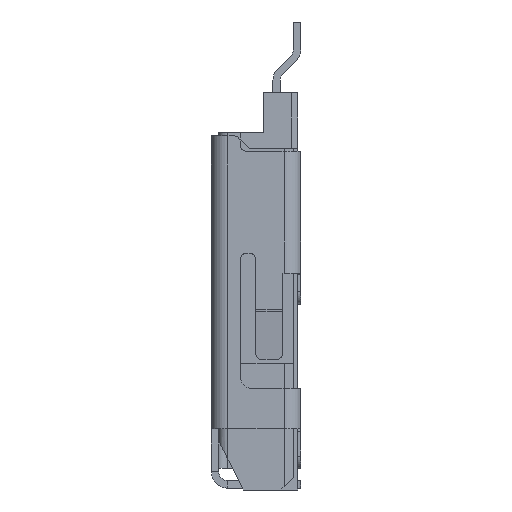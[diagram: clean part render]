
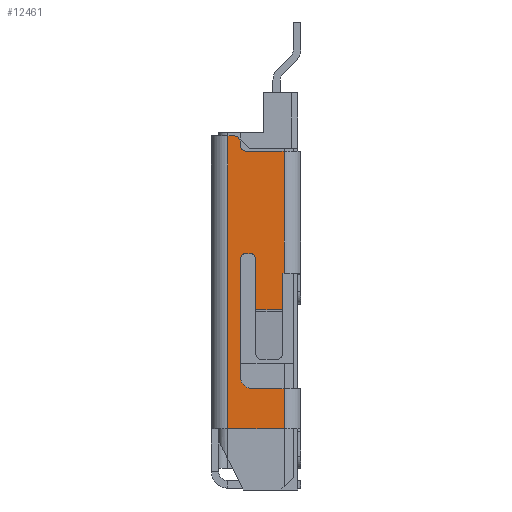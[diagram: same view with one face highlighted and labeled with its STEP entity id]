
A CAD part, left-side view. The second image highlights one B-rep face of the part: STEP entity #12461.
In plain terms, the highlighted planar face has unit normal (-1, 0, 0).
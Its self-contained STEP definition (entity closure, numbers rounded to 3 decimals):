
#15=DIRECTION ( 'NONE',  ( 0., -1., 0. ) );
#63=ORIENTED_EDGE ( 'NONE', *, *, #6605, .F. );
#300=ORIENTED_EDGE ( 'NONE', *, *, #7249, .T. );
#344=ORIENTED_EDGE ( 'NONE', *, *, #9808, .T. );
#605=VERTEX_POINT ( 'NONE', #1452 );
#942=VERTEX_POINT ( 'NONE', #13804 );
#990=CARTESIAN_POINT ( 'NONE',  ( -5.59, 0., -2.23 ) );
#1208=DIRECTION ( 'NONE',  ( 0., 0., 1. ) );
#1259=LINE ( 'NONE', #8306, #4866 );
#1369=ORIENTED_EDGE ( 'NONE', *, *, #8139, .F. );
#1452=CARTESIAN_POINT ( 'NONE',  ( -5.59, 0.82, 0.615 ) );
#1484=CARTESIAN_POINT ( 'NONE',  ( -5.59, 0.98, 2.375 ) );
#1744=DIRECTION ( 'NONE',  ( 0., 1., 0. ) );
#1812=CARTESIAN_POINT ( 'NONE',  ( -5.59, 0.27, -0.175 ) );
#1998=DIRECTION ( 'NONE',  ( 0., 1., 0. ) );
#2012=CARTESIAN_POINT ( 'NONE',  ( -5.59, 0.98, 2.425 ) );
#2036=CARTESIAN_POINT ( 'NONE',  ( -5.59, 0.88, 2.275 ) );
#2174=CARTESIAN_POINT ( 'NONE',  ( -5.59, 0.89, 0.525 ) );
#2188=EDGE_CURVE ( 'NONE', #6352, #6560, #14168, .T. );
#2409=VERTEX_POINT ( 'NONE', #10732 );
#2496=VERTEX_POINT ( 'NONE', #9607 );
#2567=CARTESIAN_POINT ( 'NONE',  ( -5.59, 0.73, 0.525 ) );
#2609=VERTEX_POINT ( 'NONE', #1484 );
#2676=VECTOR ( 'NONE', #1744, 1000. );
#2944=CARTESIAN_POINT ( 'NONE',  ( -5.59, 0.73, -0.295 ) );
#3113=CARTESIAN_POINT ( 'NONE',  ( -5.59, 0.98, 0.525 ) );
#3136=LINE ( 'NONE', #1812, #5383 );
#3214=CIRCLE ( 'NONE', #11125, 0.09 );
#3248=DIRECTION ( 'NONE',  ( 0., 0., -1. ) );
#3444=CARTESIAN_POINT ( 'NONE',  ( -5.59, 0.98, -0.175 ) );
#3596=LINE ( 'NONE', #5844, #5579 );
#3685=DIRECTION ( 'NONE',  ( 0., 0., -1. ) );
#3690=VERTEX_POINT ( 'NONE', #5703 );
#3711=DIRECTION ( 'NONE',  ( 0., -1., 0. ) );
#3713=DIRECTION ( 'NONE',  ( 0., 0., 1. ) );
#3770=ORIENTED_EDGE ( 'NONE', *, *, #2188, .T. );
#3783=CARTESIAN_POINT ( 'NONE',  ( -5.59, 0., 0.615 ) );
#3914=DIRECTION ( 'NONE',  ( -1., 0., 0. ) );
#4160=DIRECTION ( 'NONE',  ( 0., -1., 0. ) );
#4215=CARTESIAN_POINT ( 'NONE',  ( -5.59, 0., 0.295 ) );
#4319=VERTEX_POINT ( 'NONE', #2036 );
#4395=CARTESIAN_POINT ( 'NONE',  ( -5.59, 1.08, 2.425 ) );
#4455=CARTESIAN_POINT ( 'NONE',  ( -5.59, 0., -0.295 ) );
#4611=DIRECTION ( 'NONE',  ( -1., 0., 0. ) );
#4711=CARTESIAN_POINT ( 'NONE',  ( -5.59, 0.89, 0.615 ) );
#4777=ORIENTED_EDGE ( 'NONE', *, *, #8067, .T. );
#4866=VECTOR ( 'NONE', #10517, 1000. );
#4979=CARTESIAN_POINT ( 'NONE',  ( -5.59, 0.295, 0.295 ) );
#5053=VECTOR ( 'NONE', #3711, 1000. );
#5379=VECTOR ( 'NONE', #3248, 1000. );
#5383=VECTOR ( 'NONE', #1208, 1000. );
#5406=CIRCLE ( 'NONE', #13101, 0.09 );
#5416=LINE ( 'NONE', #12031, #12436 );
#5538=ORIENTED_EDGE ( 'NONE', *, *, #10964, .F. );
#5573=CARTESIAN_POINT ( 'NONE',  ( -5.59, 0.27, 0.295 ) );
#5579=VECTOR ( 'NONE', #11540, 1000. );
#5703=CARTESIAN_POINT ( 'NONE',  ( -5.59, 0.27, -1.58 ) );
#5728=CARTESIAN_POINT ( 'NONE',  ( -5.59, 0.78, -1.38 ) );
#5733=CARTESIAN_POINT ( 'NONE',  ( -5.59, 0.27, -2.23 ) );
#5781=VERTEX_POINT ( 'NONE', #13343 );
#5844=CARTESIAN_POINT ( 'NONE',  ( -5.59, 0., 2.275 ) );
#6086=DIRECTION ( 'NONE',  ( 0., -1., 0. ) );
#6352=VERTEX_POINT ( 'NONE', #2944 );
#6392=EDGE_CURVE ( 'NONE', #5781, #11104, #13303, .T. );
#6401=VERTEX_POINT ( 'NONE', #9011 );
#6444=ORIENTED_EDGE ( 'NONE', *, *, #8036, .T. );
#6517=CARTESIAN_POINT ( 'NONE',  ( -5.59, 1.08, 2.525 ) );
#6538=AXIS2_PLACEMENT_3D ( 'NONE', #5728, #4611, #4160 );
#6560=VERTEX_POINT ( 'NONE', #10923 );
#6605=EDGE_CURVE ( 'NONE', #8020, #6941, #7715, .T. );
#6613=LINE ( 'NONE', #11097, #8856 );
#6631=CARTESIAN_POINT ( 'NONE',  ( -5.59, 1.18, -0.175 ) );
#6656=LINE ( 'NONE', #9943, #10918 );
#6782=ORIENTED_EDGE ( 'NONE', *, *, #9810, .T. );
#6838=DIRECTION ( 'NONE',  ( 0., -1., 0. ) );
#6843=ORIENTED_EDGE ( 'NONE', *, *, #6392, .T. );
#6912=LINE ( 'NONE', #3444, #9565 );
#6941=VERTEX_POINT ( 'NONE', #2012 );
#7190=VECTOR ( 'NONE', #6086, 1000. );
#7249=EDGE_CURVE ( 'NONE', #8020, #2496, #13260, .T. );
#7467=VERTEX_POINT ( 'NONE', #3113 );
#7505=EDGE_LOOP ( 'NONE', ( #14126, #11915, #13620, #6782, #5538, #1369, #63, #300, #10346, #6843, #6444, #4777, #13759, #10291, #8321, #14492, #10548, #344, #3770 ) );
#7597=DIRECTION ( 'NONE',  ( 1., 0., 0. ) );
#7715=CIRCLE ( 'NONE', #13480, 0.1 );
#7800=VERTEX_POINT ( 'NONE', #5573 );
#7957=VECTOR ( 'NONE', #12911, 1000. );
#8020=VERTEX_POINT ( 'NONE', #6517 );
#8036=EDGE_CURVE ( 'NONE', #11104, #3690, #3136, .T. );
#8067=EDGE_CURVE ( 'NONE', #3690, #942, #5416, .T. );
#8139=EDGE_CURVE ( 'NONE', #6941, #2609, #6912, .T. );
#8306=CARTESIAN_POINT ( 'NONE',  ( -5.59, 0.73, -0.175 ) );
#8321=ORIENTED_EDGE ( 'NONE', *, *, #9405, .F. );
#8331=EDGE_CURVE ( 'NONE', #6401, #7467, #6656, .T. );
#8814=VECTOR ( 'NONE', #6838, 1000. );
#8856=VECTOR ( 'NONE', #11158, 1000. );
#9011=CARTESIAN_POINT ( 'NONE',  ( -5.59, 0.98, -1.38 ) );
#9020=EDGE_CURVE ( 'NONE', #7800, #2409, #3136, .T. );
#9405=EDGE_CURVE ( 'NONE', #14083, #7467, #5406, .T. );
#9423=LINE ( 'NONE', #3783, #5053 );
#9494=VERTEX_POINT ( 'NONE', #2567 );
#9540=VERTEX_POINT ( 'NONE', #4979 );
#9565=VECTOR ( 'NONE', #3685, 1000. );
#9591=CARTESIAN_POINT ( 'NONE',  ( -5.59, 0.82, 0.525 ) );
#9607=CARTESIAN_POINT ( 'NONE',  ( -5.59, 1.18, 2.525 ) );
#9650=CARTESIAN_POINT ( 'NONE',  ( -5.59, 0., -0.175 ) );
#9808=EDGE_CURVE ( 'NONE', #9494, #6352, #1259, .T. );
#9810=EDGE_CURVE ( 'NONE', #2409, #4319, #3596, .T. );
#9853=DIRECTION ( 'NONE',  ( -1., 0., 0. ) );
#9943=CARTESIAN_POINT ( 'NONE',  ( -5.59, 0.98, -0.175 ) );
#10001=AXIS2_PLACEMENT_3D ( 'NONE', #14469, #9853, #15 );
#10291=ORIENTED_EDGE ( 'NONE', *, *, #8331, .T. );
#10346=ORIENTED_EDGE ( 'NONE', *, *, #11138, .T. );
#10408=EDGE_CURVE ( 'NONE', #6401, #942, #13689, .T. );
#10517=DIRECTION ( 'NONE',  ( 0., 0., -1. ) );
#10548=ORIENTED_EDGE ( 'NONE', *, *, #13247, .F. );
#10732=CARTESIAN_POINT ( 'NONE',  ( -5.59, 0.27, 2.275 ) );
#10918=VECTOR ( 'NONE', #12914, 1000. );
#10923=CARTESIAN_POINT ( 'NONE',  ( -5.59, 0.295, -0.295 ) );
#10924=PLANE ( 'NONE',  #12833 );
#10964=EDGE_CURVE ( 'NONE', #2609, #4319, #14167, .T. );
#11097=CARTESIAN_POINT ( 'NONE',  ( -5.59, 0.295, -0.175 ) );
#11104=VERTEX_POINT ( 'NONE', #5733 );
#11125=AXIS2_PLACEMENT_3D ( 'NONE', #9591, #9853, #15 );
#11138=EDGE_CURVE ( 'NONE', #2496, #5781, #14247, .T. );
#11158=DIRECTION ( 'NONE',  ( 0., 0., -1. ) );
#11540=DIRECTION ( 'NONE',  ( 0., 1., 0. ) );
#11915=ORIENTED_EDGE ( 'NONE', *, *, #13018, .T. );
#12031=CARTESIAN_POINT ( 'NONE',  ( -5.59, 0., -1.58 ) );
#12436=VECTOR ( 'NONE', #1998, 1000. );
#12461=ADVANCED_FACE ( 'NONE', ( #12896 ), #10924, .T. );
#12833=AXIS2_PLACEMENT_3D ( 'NONE', #9650, #3914, #3713 );
#12847=EDGE_CURVE ( 'NONE', #9540, #6560, #6613, .T. );
#12896=FACE_OUTER_BOUND ( 'NONE', #7505, .T. );
#12911=DIRECTION ( 'NONE',  ( 0., -1., 0. ) );
#12914=DIRECTION ( 'NONE',  ( 0., 0., 1. ) );
#13018=EDGE_CURVE ( 'NONE', #9540, #7800, #13919, .T. );
#13101=AXIS2_PLACEMENT_3D ( 'NONE', #2174, #9853, #15 );
#13247=EDGE_CURVE ( 'NONE', #9494, #605, #3214, .T. );
#13260=LINE ( 'NONE', #14224, #2676 );
#13303=LINE ( 'NONE', #990, #8814 );
#13343=CARTESIAN_POINT ( 'NONE',  ( -5.59, 1.18, -2.23 ) );
#13480=AXIS2_PLACEMENT_3D ( 'NONE', #4395, #7597, #15 );
#13620=ORIENTED_EDGE ( 'NONE', *, *, #9020, .T. );
#13664=EDGE_CURVE ( 'NONE', #14083, #605, #9423, .T. );
#13689=CIRCLE ( 'NONE', #6538, 0.2 );
#13759=ORIENTED_EDGE ( 'NONE', *, *, #10408, .F. );
#13804=CARTESIAN_POINT ( 'NONE',  ( -5.59, 0.78, -1.58 ) );
#13919=LINE ( 'NONE', #4215, #7957 );
#14083=VERTEX_POINT ( 'NONE', #4711 );
#14126=ORIENTED_EDGE ( 'NONE', *, *, #12847, .F. );
#14167=CIRCLE ( 'NONE', #10001, 0.1 );
#14168=LINE ( 'NONE', #4455, #7190 );
#14224=CARTESIAN_POINT ( 'NONE',  ( -5.59, 0., 2.525 ) );
#14247=LINE ( 'NONE', #6631, #5379 );
#14469=CARTESIAN_POINT ( 'NONE',  ( -5.59, 0.88, 2.375 ) );
#14492=ORIENTED_EDGE ( 'NONE', *, *, #13664, .T. );
